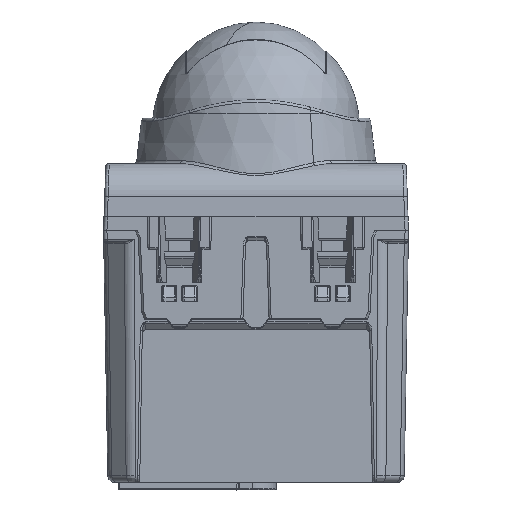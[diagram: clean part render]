
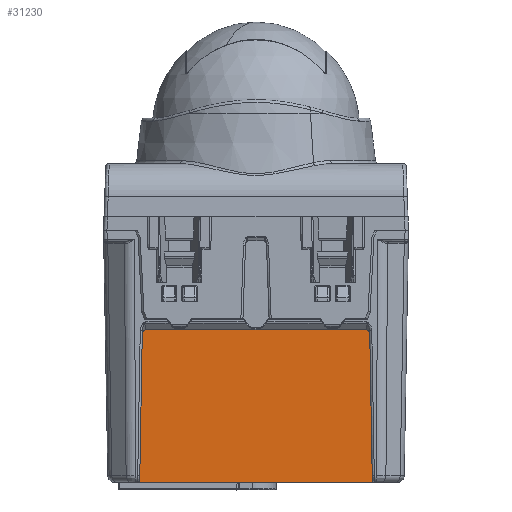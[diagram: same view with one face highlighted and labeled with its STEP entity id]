
A CAD part, front view. The second image highlights one B-rep face of the part: STEP entity #31230.
In plain terms, the highlighted planar face has unit normal (0, -1, -0.018).
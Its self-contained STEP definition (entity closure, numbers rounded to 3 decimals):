
#31190=AXIS2_PLACEMENT_3D('Plane Axis2P3D',#31187,#31188,#31189) ;
#20566=CARTESIAN_POINT('Vertex',(17.154,-20.538,-34.987)) ;
#20570=CARTESIAN_POINT('Control Point',(16.86,-20.538,-34.987)) ;
#20571=CARTESIAN_POINT('Control Point',(17.154,-20.538,-34.987)) ;
#20572=CARTESIAN_POINT('Vertex',(16.86,-20.538,-34.987)) ;
#20575=CARTESIAN_POINT('Line Origine',(0.,-20.538,-34.987)) ;
#20579=CARTESIAN_POINT('Vertex',(-16.86,-20.538,-34.987)) ;
#20583=CARTESIAN_POINT('Control Point',(-16.86,-20.538,-34.987)) ;
#20584=CARTESIAN_POINT('Control Point',(-17.154,-20.538,-34.987)) ;
#20585=CARTESIAN_POINT('Vertex',(-17.154,-20.538,-34.987)) ;
#30776=CARTESIAN_POINT('Vertex',(-15.98,-20.924,-12.9)) ;
#30779=CARTESIAN_POINT('Line Origine',(0.,-20.924,-12.9)) ;
#30783=CARTESIAN_POINT('Vertex',(15.98,-20.924,-12.9)) ;
#30952=CARTESIAN_POINT('Control Point',(15.98,-20.924,-12.9)) ;
#30953=CARTESIAN_POINT('Control Point',(16.066,-20.924,-12.9)) ;
#30954=CARTESIAN_POINT('Control Point',(16.152,-20.923,-12.93)) ;
#30955=CARTESIAN_POINT('Control Point',(16.223,-20.922,-12.986)) ;
#30956=CARTESIAN_POINT('Control Point',(16.362,-20.92,-13.14)) ;
#30957=CARTESIAN_POINT('Control Point',(16.44,-20.916,-13.333)) ;
#30958=CARTESIAN_POINT('Control Point',(16.47,-20.914,-13.449)) ;
#30959=CARTESIAN_POINT('Control Point',(16.486,-20.912,-13.567)) ;
#30960=CARTESIAN_POINT('Control Point',(16.488,-20.91,-13.685)) ;
#30961=CARTESIAN_POINT('Vertex',(16.488,-20.91,-13.685)) ;
#31028=CARTESIAN_POINT('Vertex',(16.854,-20.544,-34.686)) ;
#31032=CARTESIAN_POINT('Control Point',(16.854,-20.544,-34.686)) ;
#31033=CARTESIAN_POINT('Control Point',(16.856,-20.542,-34.799)) ;
#31034=CARTESIAN_POINT('Control Point',(16.913,-20.54,-34.92)) ;
#31035=CARTESIAN_POINT('Control Point',(17.035,-20.538,-34.987)) ;
#31036=CARTESIAN_POINT('Control Point',(17.154,-20.538,-34.987)) ;
#31052=CARTESIAN_POINT('Control Point',(16.854,-20.544,-34.686)) ;
#31053=CARTESIAN_POINT('Control Point',(16.488,-20.91,-13.685)) ;
#31187=CARTESIAN_POINT('Axis2P3D Location',(-16.474,-20.924,-12.899)) ;
#31193=CARTESIAN_POINT('Control Point',(-15.98,-20.924,-12.9)) ;
#31194=CARTESIAN_POINT('Control Point',(-16.066,-20.924,-12.9)) ;
#31195=CARTESIAN_POINT('Control Point',(-16.152,-20.923,-12.93)) ;
#31196=CARTESIAN_POINT('Control Point',(-16.223,-20.922,-12.986)) ;
#31197=CARTESIAN_POINT('Control Point',(-16.362,-20.92,-13.14)) ;
#31198=CARTESIAN_POINT('Control Point',(-16.44,-20.916,-13.333)) ;
#31199=CARTESIAN_POINT('Control Point',(-16.47,-20.914,-13.449)) ;
#31200=CARTESIAN_POINT('Control Point',(-16.486,-20.912,-13.567)) ;
#31201=CARTESIAN_POINT('Control Point',(-16.488,-20.91,-13.685)) ;
#31202=CARTESIAN_POINT('Vertex',(-16.488,-20.91,-13.685)) ;
#31206=CARTESIAN_POINT('Control Point',(-16.854,-20.544,-34.686)) ;
#31207=CARTESIAN_POINT('Control Point',(-16.488,-20.91,-13.685)) ;
#31208=CARTESIAN_POINT('Vertex',(-16.854,-20.544,-34.686)) ;
#31212=CARTESIAN_POINT('Control Point',(-16.854,-20.544,-34.686)) ;
#31213=CARTESIAN_POINT('Control Point',(-16.856,-20.542,-34.799)) ;
#31214=CARTESIAN_POINT('Control Point',(-16.913,-20.54,-34.92)) ;
#31215=CARTESIAN_POINT('Control Point',(-17.035,-20.538,-34.987)) ;
#31216=CARTESIAN_POINT('Control Point',(-17.154,-20.538,-34.987)) ;
#20576=DIRECTION('Vector Direction',(1.,0.,0.)) ;
#30780=DIRECTION('Vector Direction',(-1.,0.,0.)) ;
#31188=DIRECTION('Axis2P3D Direction',(0.,1.,0.017)) ;
#31189=DIRECTION('Axis2P3D XDirection',(1.,0.,0.)) ;
#20577=VECTOR('Line Direction',#20576,1.) ;
#30781=VECTOR('Line Direction',#30780,1.) ;
#31219=ORIENTED_EDGE('',*,*,#20581,.F.) ;
#31220=ORIENTED_EDGE('',*,*,#20574,.T.) ;
#31221=ORIENTED_EDGE('',*,*,#31037,.F.) ;
#31222=ORIENTED_EDGE('',*,*,#31054,.T.) ;
#31223=ORIENTED_EDGE('',*,*,#30963,.T.) ;
#31224=ORIENTED_EDGE('',*,*,#30785,.T.) ;
#31225=ORIENTED_EDGE('',*,*,#31204,.T.) ;
#31226=ORIENTED_EDGE('',*,*,#31210,.F.) ;
#31227=ORIENTED_EDGE('',*,*,#31217,.F.) ;
#31228=ORIENTED_EDGE('',*,*,#20587,.T.) ;
#31230=ADVANCED_FACE('PartBody',(#31229),#31191,.F.) ;
#20569=B_SPLINE_CURVE_WITH_KNOTS('',1,(#20570,#20571),.UNSPECIFIED.,.F.,.U.,(2,2),(-0.147,0.147),.UNSPECIFIED.) ;
#20582=B_SPLINE_CURVE_WITH_KNOTS('',1,(#20583,#20584),.UNSPECIFIED.,.F.,.U.,(2,2),(-0.147,0.147),.UNSPECIFIED.) ;
#30951=B_SPLINE_CURVE_WITH_KNOTS('',5,(#30952,#30953,#30954,#30955,#30956,#30957,#30958,#30959,#30960),.UNSPECIFIED.,.F.,.U.,(6,3,6),(0.,0.611,1.448),.UNSPECIFIED.) ;
#31031=B_SPLINE_CURVE_WITH_KNOTS('',4,(#31032,#31033,#31034,#31035,#31036),.UNSPECIFIED.,.F.,.U.,(5,5),(0.,0.568),.UNSPECIFIED.) ;
#31051=B_SPLINE_CURVE_WITH_KNOTS('',1,(#31052,#31053),.UNSPECIFIED.,.F.,.U.,(2,2),(-10.745,10.262),.UNSPECIFIED.) ;
#31192=B_SPLINE_CURVE_WITH_KNOTS('',5,(#31193,#31194,#31195,#31196,#31197,#31198,#31199,#31200,#31201),.UNSPECIFIED.,.F.,.U.,(6,3,6),(0.,0.611,1.448),.UNSPECIFIED.) ;
#31205=B_SPLINE_CURVE_WITH_KNOTS('',1,(#31206,#31207),.UNSPECIFIED.,.F.,.U.,(2,2),(-10.745,10.262),.UNSPECIFIED.) ;
#31211=B_SPLINE_CURVE_WITH_KNOTS('',4,(#31212,#31213,#31214,#31215,#31216),.UNSPECIFIED.,.F.,.U.,(5,5),(0.,0.568),.UNSPECIFIED.) ;
#20574=EDGE_CURVE('',#20573,#20567,#20569,.T.) ;
#20581=EDGE_CURVE('',#20573,#20580,#20578,.F.) ;
#20587=EDGE_CURVE('',#20586,#20580,#20582,.F.) ;
#30785=EDGE_CURVE('',#30784,#30777,#30782,.T.) ;
#30963=EDGE_CURVE('',#30962,#30784,#30951,.F.) ;
#31037=EDGE_CURVE('',#31029,#20567,#31031,.T.) ;
#31054=EDGE_CURVE('',#31029,#30962,#31051,.T.) ;
#31204=EDGE_CURVE('',#30777,#31203,#31192,.T.) ;
#31210=EDGE_CURVE('',#31209,#31203,#31205,.T.) ;
#31217=EDGE_CURVE('',#20586,#31209,#31211,.F.) ;
#31218=EDGE_LOOP('',(#31219,#31220,#31221,#31222,#31223,#31224,#31225,#31226,#31227,#31228)) ;
#31229=FACE_OUTER_BOUND('',#31218,.T.) ;
#20578=LINE('Line',#20575,#20577) ;
#30782=LINE('Line',#30779,#30781) ;
#31191=PLANE('',#31190) ;
#20567=VERTEX_POINT('',#20566) ;
#20573=VERTEX_POINT('',#20572) ;
#20580=VERTEX_POINT('',#20579) ;
#20586=VERTEX_POINT('',#20585) ;
#30777=VERTEX_POINT('',#30776) ;
#30784=VERTEX_POINT('',#30783) ;
#30962=VERTEX_POINT('',#30961) ;
#31029=VERTEX_POINT('',#31028) ;
#31203=VERTEX_POINT('',#31202) ;
#31209=VERTEX_POINT('',#31208) ;
